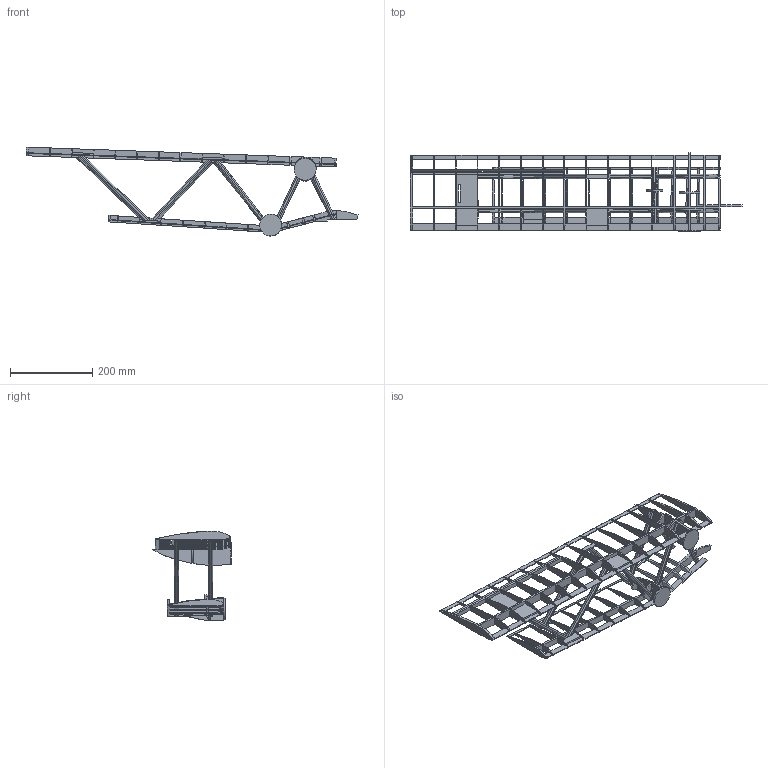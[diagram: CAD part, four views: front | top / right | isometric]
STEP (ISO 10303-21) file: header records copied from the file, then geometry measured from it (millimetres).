
FILE_DESCRIPTION(('FreeCAD Model'),'2;1');
FILE_NAME('Open CASCADE Shape Model','2025-04-27T15:09:54',('FreeCAD'),( 'FreeCAD'),'Open CASCADE STEP processor 7.6','FreeCAD','Unknown');
FILE_SCHEMA(('AUTOMOTIVE_DESIGN { 1 0 10303 214 1 1 1 1 }'));
Length unit declared in the file: millimetre
Products named in the file (1): Open CASCADE STEP translator 7.6 1
Bounding box: 807.49 x 191.52 x 218.61 mm (x, y, z)
Volume: 668346.6 mm3; surface area: 409482.9 mm2
Topology: 1 solids, 1 shells, 813 faces, 2309 edges, 1357 vertices
Faces by surface type: bspline 813
Entity records: 34219 total; most frequent: CARTESIAN_POINT 20442, ORIENTED_EDGE 4618, EDGE_CURVE 2309, B_SPLINE_CURVE_WITH_KNOTS 2206, VERTEX_POINT 1357, FACE_BOUND 844, EDGE_LOOP 844, ADVANCED_FACE 813
